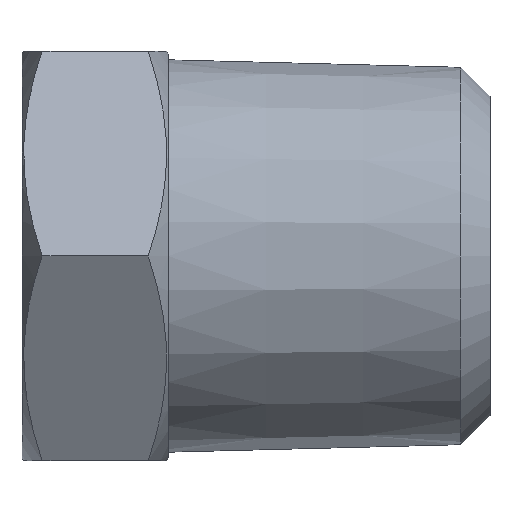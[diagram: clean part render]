
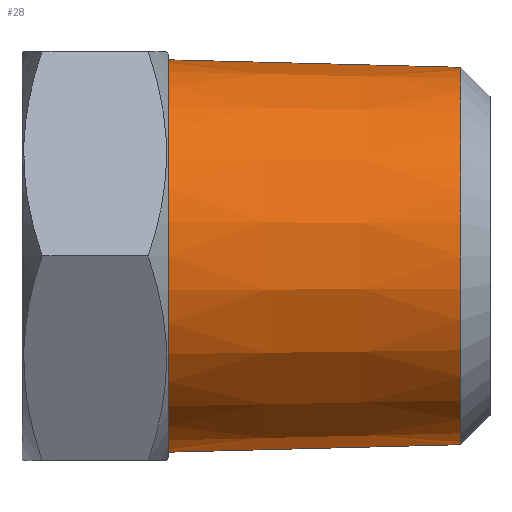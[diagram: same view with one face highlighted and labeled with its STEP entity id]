
A CAD part, left-side view. The second image highlights one B-rep face of the part: STEP entity #28.
In plain terms, the highlighted conical face has half-angle 1.47 degrees and reference radius 6.707 mm.
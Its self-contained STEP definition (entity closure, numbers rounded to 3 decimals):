
#28 = ADVANCED_FACE ( 'NONE', ( #447 ), #203, .T. ) ;
#73 = EDGE_CURVE ( 'NONE', #570, #576, #452, .T. ) ;
#89 = AXIS2_PLACEMENT_3D ( 'NONE', #782, #781, #780 ) ;
#90 = AXIS2_PLACEMENT_3D ( 'NONE', #792, #791, #790 ) ;
#91 = VECTOR ( 'NONE', #823, 1000. ) ;
#93 = CIRCLE ( 'NONE', #89, 6.707 ) ;
#96 = CIRCLE ( 'NONE', #90, 6.45 ) ;
#139 = EDGE_CURVE ( 'NONE', #547, #569, #459, .T. ) ;
#146 = EDGE_CURVE ( 'NONE', #570, #547, #96, .T. ) ;
#148 = EDGE_CURVE ( 'NONE', #576, #569, #93, .T. ) ;
#168 = AXIS2_PLACEMENT_3D ( 'NONE', #284, #283, #282 ) ;
#203 = CONICAL_SURFACE ( 'NONE', #168, 6.707, 0.026 ) ;
#224 = VECTOR ( 'NONE', #910, 1000. ) ;
#282 = DIRECTION ( 'NONE',  ( 0., 0., 1. ) ) ;
#283 = DIRECTION ( 'NONE',  ( 0., 1., 0. ) ) ;
#284 = CARTESIAN_POINT ( 'NONE',  ( 0., 11., 0. ) ) ;
#353 = ORIENTED_EDGE ( 'NONE', *, *, #148, .T. ) ;
#360 = ORIENTED_EDGE ( 'NONE', *, *, #146, .F. ) ;
#362 = ORIENTED_EDGE ( 'NONE', *, *, #139, .F. ) ;
#384 = ORIENTED_EDGE ( 'NONE', *, *, #73, .T. ) ;
#447 = FACE_OUTER_BOUND ( 'NONE', #527, .T. ) ;
#452 = LINE ( 'NONE', #911, #224 ) ;
#459 = LINE ( 'NONE', #825, #91 ) ;
#527 = EDGE_LOOP ( 'NONE', ( #362, #360, #384, #353 ) ) ;
#547 = VERTEX_POINT ( 'NONE', #747 ) ;
#569 = VERTEX_POINT ( 'NONE', #723 ) ;
#570 = VERTEX_POINT ( 'NONE', #722 ) ;
#576 = VERTEX_POINT ( 'NONE', #715 ) ;
#715 = CARTESIAN_POINT ( 'NONE',  ( 0., 11., 6.707 ) ) ;
#722 = CARTESIAN_POINT ( 'NONE',  ( 0., 1., 6.45 ) ) ;
#723 = CARTESIAN_POINT ( 'NONE',  ( 0., 11., -6.707 ) ) ;
#747 = CARTESIAN_POINT ( 'NONE',  ( 0., 1., -6.45 ) ) ;
#780 = DIRECTION ( 'NONE',  ( 0., 0., -1. ) ) ;
#781 = DIRECTION ( 'NONE',  ( 0., -1., 0. ) ) ;
#782 = CARTESIAN_POINT ( 'NONE',  ( 0., 11., 0. ) ) ;
#790 = DIRECTION ( 'NONE',  ( 0., 0., -1. ) ) ;
#791 = DIRECTION ( 'NONE',  ( 0., -1., 0. ) ) ;
#792 = CARTESIAN_POINT ( 'NONE',  ( 0., 1., 0. ) ) ;
#823 = DIRECTION ( 'NONE',  ( 0., 1., -0.026 ) ) ;
#825 = CARTESIAN_POINT ( 'NONE',  ( 0., 11., -6.707 ) ) ;
#910 = DIRECTION ( 'NONE',  ( 0., 1., 0.026 ) ) ;
#911 = CARTESIAN_POINT ( 'NONE',  ( 0., 11., 6.707 ) ) ;
